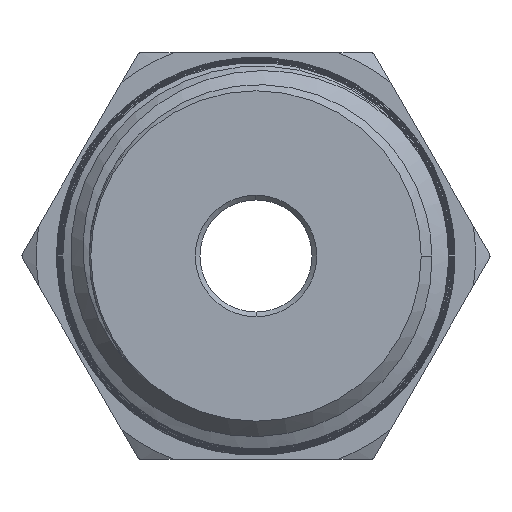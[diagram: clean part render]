
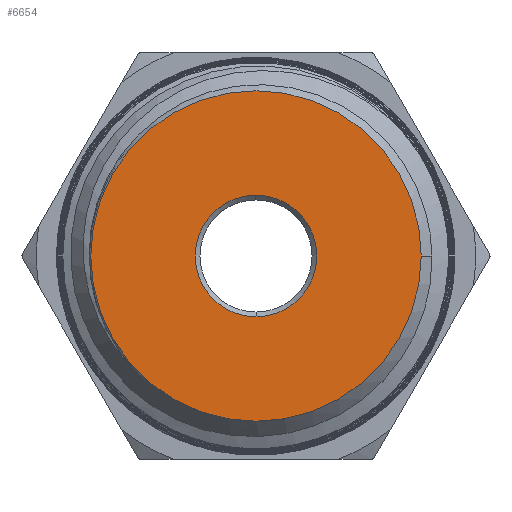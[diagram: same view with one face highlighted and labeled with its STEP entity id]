
A CAD part, left-side view. The second image highlights one B-rep face of the part: STEP entity #6654.
In plain terms, the highlighted planar face has unit normal (-1, 0, 0).
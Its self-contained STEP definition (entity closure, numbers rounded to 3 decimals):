
#1965=CARTESIAN_POINT('',(-16.,0.,0.));
#1966=DIRECTION('',(-1.,0.,0.));
#1967=DIRECTION('',(0.,1.,0.));
#1968=AXIS2_PLACEMENT_3D('',#1965,#1966,#1967);
#1970=CARTESIAN_POINT('',(-16.,0.,0.));
#1971=DIRECTION('',(-1.,0.,0.));
#1972=DIRECTION('',(0.,-1.,0.));
#1973=AXIS2_PLACEMENT_3D('',#1970,#1971,#1972);
#1975=CARTESIAN_POINT('',(-16.,0.,0.));
#1976=DIRECTION('',(1.,0.,0.));
#1977=DIRECTION('',(0.,0.,-1.));
#1978=AXIS2_PLACEMENT_3D('',#1975,#1976,#1977);
#1980=CARTESIAN_POINT('',(-16.,0.,0.));
#1981=DIRECTION('',(1.,0.,0.));
#1982=DIRECTION('',(0.,0.,1.));
#1983=AXIS2_PLACEMENT_3D('',#1980,#1981,#1982);
#3771=CARTESIAN_POINT('',(-16.,0.,-2.6));
#3772=CARTESIAN_POINT('',(-16.,0.,2.6));
#3773=VERTEX_POINT('',#3771);
#3774=VERTEX_POINT('',#3772);
#3785=CARTESIAN_POINT('',(-16.,7.073,0.));
#3786=CARTESIAN_POINT('',(-16.,-7.073,0.));
#3787=VERTEX_POINT('',#3785);
#3788=VERTEX_POINT('',#3786);
#6638=CARTESIAN_POINT('',(-16.,0.,0.));
#6639=DIRECTION('',(-1.,0.,0.));
#6640=DIRECTION('',(0.,1.,0.));
#6641=AXIS2_PLACEMENT_3D('',#6638,#6639,#6640);
#6642=PLANE('',#6641);
#6644=ORIENTED_EDGE('',*,*,#6643,.F.);
#6646=ORIENTED_EDGE('',*,*,#6645,.F.);
#6647=EDGE_LOOP('',(#6644,#6646));
#6648=FACE_OUTER_BOUND('',#6647,.F.);
#6650=ORIENTED_EDGE('',*,*,#6649,.F.);
#6651=ORIENTED_EDGE('',*,*,#6628,.F.);
#6652=EDGE_LOOP('',(#6650,#6651));
#6653=FACE_BOUND('',#6652,.F.);
#1969=CIRCLE('',#1968,7.073);
#1974=CIRCLE('',#1973,7.073);
#1979=CIRCLE('',#1978,2.6);
#1984=CIRCLE('',#1983,2.6);
#6628=EDGE_CURVE('',#3774,#3773,#1984,.T.);
#6643=EDGE_CURVE('',#3787,#3788,#1969,.T.);
#6645=EDGE_CURVE('',#3788,#3787,#1974,.T.);
#6649=EDGE_CURVE('',#3773,#3774,#1979,.T.);
#6654=ADVANCED_FACE('',(#6648,#6653),#6642,.T.);
